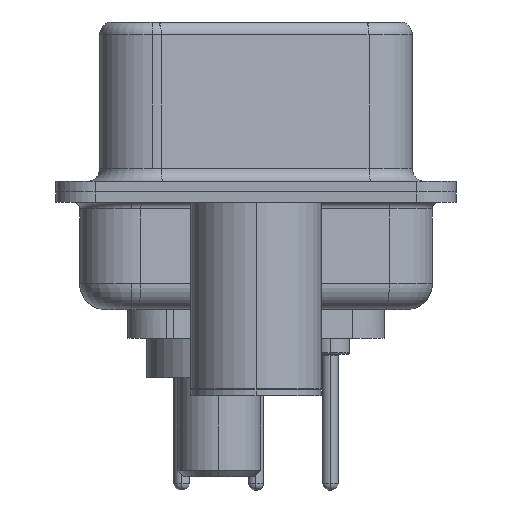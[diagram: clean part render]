
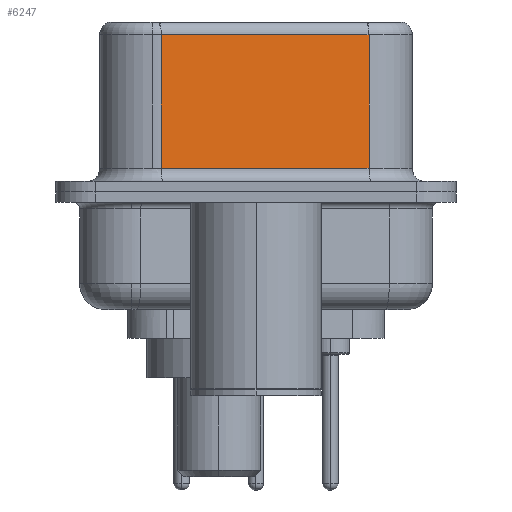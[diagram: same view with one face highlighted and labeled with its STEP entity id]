
A CAD part, left-side view. The second image highlights one B-rep face of the part: STEP entity #6247.
In plain terms, the highlighted planar face has unit normal (-0.985, -0.174, 0).
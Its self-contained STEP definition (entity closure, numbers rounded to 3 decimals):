
#922 = VERTEX_POINT ( 'NONE', #12876 ) ;
#1097 = DIRECTION ( 'NONE',  ( 0.985, 0.174, 0. ) ) ;
#1182 = ORIENTED_EDGE ( 'NONE', *, *, #1945, .T. ) ;
#1945 = EDGE_CURVE ( 'NONE', #12967, #922, #18806, .T. ) ;
#2647 = LINE ( 'NONE', #7157, #8248 ) ;
#3557 = CARTESIAN_POINT ( 'NONE',  ( 3.73, 3.628, 6.52 ) ) ;
#3713 = EDGE_CURVE ( 'NONE', #24851, #9060, #7479, .T. ) ;
#4390 = EDGE_CURVE ( 'NONE', #24851, #12967, #10432, .T. ) ;
#6247 = ADVANCED_FACE ( 'NONE', ( #6273 ), #25901, .F. ) ;
#6273 = FACE_OUTER_BOUND ( 'NONE', #9335, .T. ) ;
#7098 = CARTESIAN_POINT ( 'NONE',  ( 3.73, 3.628, 6.02 ) ) ;
#7157 = CARTESIAN_POINT ( 'NONE',  ( 5.132, -4.322, 0.9 ) ) ;
#7479 = LINE ( 'NONE', #22734, #13724 ) ;
#7856 = VECTOR ( 'NONE', #15818, 1000. ) ;
#8123 = EDGE_CURVE ( 'NONE', #922, #9060, #2647, .T. ) ;
#8248 = VECTOR ( 'NONE', #21562, 1000. ) ;
#8809 = CARTESIAN_POINT ( 'NONE',  ( 5.132, -4.322, 0.9 ) ) ;
#9060 = VERTEX_POINT ( 'NONE', #8809 ) ;
#9335 = EDGE_LOOP ( 'NONE', ( #14277, #16131, #1182, #15588 ) ) ;
#10432 = LINE ( 'NONE', #16072, #25480 ) ;
#12876 = CARTESIAN_POINT ( 'NONE',  ( 3.73, 3.628, 0.9 ) ) ;
#12967 = VERTEX_POINT ( 'NONE', #7098 ) ;
#13134 = DIRECTION ( 'NONE',  ( 0., 0., -1. ) ) ;
#13724 = VECTOR ( 'NONE', #13134, 1000. ) ;
#14277 = ORIENTED_EDGE ( 'NONE', *, *, #3713, .F. ) ;
#15588 = ORIENTED_EDGE ( 'NONE', *, *, #8123, .T. ) ;
#15720 = DIRECTION ( 'NONE',  ( -0.174, 0.985, 0. ) ) ;
#15818 = DIRECTION ( 'NONE',  ( 0., 0., -1. ) ) ;
#16072 = CARTESIAN_POINT ( 'NONE',  ( 5.132, -4.322, 6.02 ) ) ;
#16131 = ORIENTED_EDGE ( 'NONE', *, *, #4390, .T. ) ;
#18077 = DIRECTION ( 'NONE',  ( -0.174, 0.985, 0. ) ) ;
#18806 = LINE ( 'NONE', #3557, #7856 ) ;
#19683 = CARTESIAN_POINT ( 'NONE',  ( 5.132, -4.322, 6.52 ) ) ;
#20322 = CARTESIAN_POINT ( 'NONE',  ( 5.132, -4.322, 6.02 ) ) ;
#21562 = DIRECTION ( 'NONE',  ( 0.174, -0.985, 0. ) ) ;
#22328 = AXIS2_PLACEMENT_3D ( 'NONE', #19683, #1097, #15720 ) ;
#22734 = CARTESIAN_POINT ( 'NONE',  ( 5.132, -4.322, 6.52 ) ) ;
#24851 = VERTEX_POINT ( 'NONE', #20322 ) ;
#25480 = VECTOR ( 'NONE', #18077, 1000. ) ;
#25901 = PLANE ( 'NONE',  #22328 ) ;
